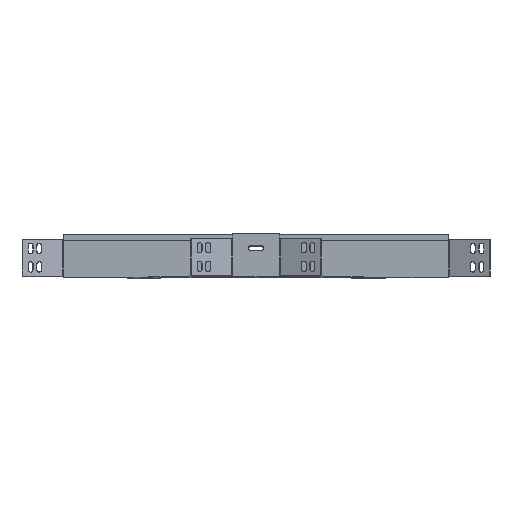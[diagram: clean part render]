
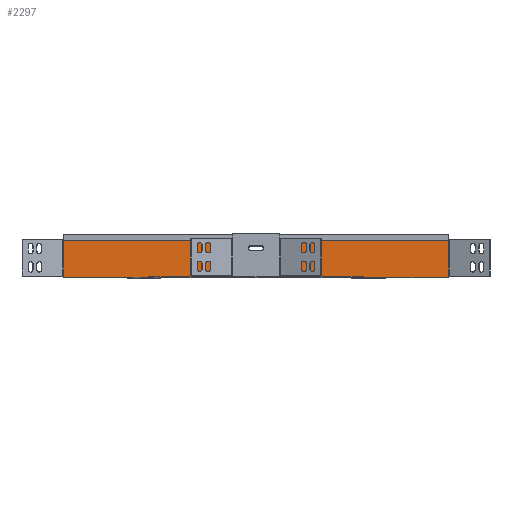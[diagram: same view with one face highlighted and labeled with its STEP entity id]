
A CAD part, top view. The second image highlights one B-rep face of the part: STEP entity #2297.
In plain terms, the highlighted planar face has unit normal (0, 0, 1).
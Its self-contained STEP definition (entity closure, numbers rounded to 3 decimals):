
#31 = CARTESIAN_POINT ( 'NONE',  ( 0., 58.7, 0.7 ) ) ;
#65 = ORIENTED_EDGE ( 'NONE', *, *, #5430, .F. ) ;
#91 = VERTEX_POINT ( 'NONE', #1891 ) ;
#93 = B_SPLINE_CURVE_WITH_KNOTS ( 'NONE', 3,
 ( #1882, #890, #1940, #3296, #1981, #2856 ),
 .UNSPECIFIED., .F., .F.,
 ( 4, 2, 4 ),
 ( 0.007, 0.007, 0.008 ),
 .UNSPECIFIED. ) ;
#284 = VECTOR ( 'NONE', #1448, 1000. ) ;
#308 = CARTESIAN_POINT ( 'NONE',  ( -261.272, 1.538, 0.7 ) ) ;
#315 = VERTEX_POINT ( 'NONE', #4555 ) ;
#316 = ORIENTED_EDGE ( 'NONE', *, *, #4853, .T. ) ;
#462 = CARTESIAN_POINT ( 'NONE',  ( -261.345, 58.7, 0.7 ) ) ;
#502 = VECTOR ( 'NONE', #4206, 1000. ) ;
#510 = CARTESIAN_POINT ( 'NONE',  ( 6.5, 35.9, 0.7 ) ) ;
#526 = ORIENTED_EDGE ( 'NONE', *, *, #603, .F. ) ;
#540 = EDGE_CURVE ( 'NONE', #4402, #315, #5437, .T. ) ;
#603 = EDGE_CURVE ( 'NONE', #4063, #5930, #1990, .T. ) ;
#647 = CIRCLE ( 'NONE', #2639, 3.5 ) ;
#658 = FACE_OUTER_BOUND ( 'NONE', #4170, .T. ) ;
#774 = DIRECTION ( 'NONE',  ( 0., -1., 0. ) ) ;
#806 = EDGE_CURVE ( 'NONE', #2675, #3384, #93, .T. ) ;
#821 = CARTESIAN_POINT ( 'NONE',  ( 6.5, 39.4, 0.7 ) ) ;
#826 = ORIENTED_EDGE ( 'NONE', *, *, #5244, .T. ) ;
#849 = VECTOR ( 'NONE', #4296, 1000. ) ;
#889 = VERTEX_POINT ( 'NONE', #2748 ) ;
#890 = CARTESIAN_POINT ( 'NONE',  ( 261.272, 1.538, 0.7 ) ) ;
#926 = FACE_BOUND ( 'NONE', #2750, .T. ) ;
#1231 = PLANE ( 'NONE',  #5987 ) ;
#1277 = CARTESIAN_POINT ( 'NONE',  ( -260.993, 0.7, 0.7 ) ) ;
#1294 = DIRECTION ( 'NONE',  ( 0., -1., 0. ) ) ;
#1301 = VECTOR ( 'NONE', #774, 1000. ) ;
#1346 = VERTEX_POINT ( 'NONE', #4590 ) ;
#1347 = CARTESIAN_POINT ( 'NONE',  ( 261.345, 0.7, 0.7 ) ) ;
#1437 = DIRECTION ( 'NONE',  ( 0., 0., -1. ) ) ;
#1448 = DIRECTION ( 'NONE',  ( -1., 0., 0. ) ) ;
#1486 = LINE ( 'NONE', #2569, #1999 ) ;
#1636 = CARTESIAN_POINT ( 'NONE',  ( -261.08, 1.044, 0.7 ) ) ;
#1735 = DIRECTION ( 'NONE',  ( 0., 0., 1. ) ) ;
#1738 = ORIENTED_EDGE ( 'NONE', *, *, #5752, .T. ) ;
#1740 = EDGE_CURVE ( 'NONE', #1346, #3671, #5995, .T. ) ;
#1849 = CARTESIAN_POINT ( 'NONE',  ( 6.5, 35.9, 0.7 ) ) ;
#1852 = ORIENTED_EDGE ( 'NONE', *, *, #4989, .T. ) ;
#1882 = CARTESIAN_POINT ( 'NONE',  ( 261.345, 1.7, 0.7 ) ) ;
#1891 = CARTESIAN_POINT ( 'NONE',  ( 261.345, 58.7, 0.7 ) ) ;
#1940 = CARTESIAN_POINT ( 'NONE',  ( 261.201, 1.377, 0.7 ) ) ;
#1954 = VECTOR ( 'NONE', #3163, 1000. ) ;
#1981 = CARTESIAN_POINT ( 'NONE',  ( 261.031, 0.873, 0.7 ) ) ;
#1990 = LINE ( 'NONE', #5061, #4990 ) ;
#1999 = VECTOR ( 'NONE', #5040, 1000. ) ;
#2020 = CARTESIAN_POINT ( 'NONE',  ( 261.345, 1.7, 0.7 ) ) ;
#2068 = CARTESIAN_POINT ( 'NONE',  ( 6.5, 42.9, 0.7 ) ) ;
#2085 = LINE ( 'NONE', #1347, #502 ) ;
#2090 = ORIENTED_EDGE ( 'NONE', *, *, #4952, .T. ) ;
#2102 = CARTESIAN_POINT ( 'NONE',  ( -261.345, 57.7, 0.7 ) ) ;
#2112 = ORIENTED_EDGE ( 'NONE', *, *, #4393, .T. ) ;
#2142 = LINE ( 'NONE', #2687, #1954 ) ;
#2155 = LINE ( 'NONE', #2068, #5538 ) ;
#2175 = VERTEX_POINT ( 'NONE', #5829 ) ;
#2297 = ADVANCED_FACE ( 'NONE', ( #926, #658 ), #1231, .T. ) ;
#2394 = CARTESIAN_POINT ( 'NONE',  ( -261.345, 2.3, 0.7 ) ) ;
#2412 = EDGE_CURVE ( 'NONE', #5930, #3114, #2978, .T. ) ;
#2497 = CARTESIAN_POINT ( 'NONE',  ( -6.5, 42.9, 0.7 ) ) ;
#2532 = DIRECTION ( 'NONE',  ( 1., 0., 0. ) ) ;
#2551 = LINE ( 'NONE', #3798, #4145 ) ;
#2569 = CARTESIAN_POINT ( 'NONE',  ( 261.345, 57.7, 0.7 ) ) ;
#2639 = AXIS2_PLACEMENT_3D ( 'NONE', #821, #4159, #1294 ) ;
#2675 = VERTEX_POINT ( 'NONE', #2020 ) ;
#2687 = CARTESIAN_POINT ( 'NONE',  ( 261.345, 0.7, 0.7 ) ) ;
#2748 = CARTESIAN_POINT ( 'NONE',  ( 6.5, 42.9, 0.7 ) ) ;
#2750 = EDGE_LOOP ( 'NONE', ( #316, #2090, #2112, #826 ) ) ;
#2856 = CARTESIAN_POINT ( 'NONE',  ( 260.993, 0.7, 0.7 ) ) ;
#2861 = EDGE_CURVE ( 'NONE', #2175, #91, #1486, .T. ) ;
#2978 = LINE ( 'NONE', #5635, #5549 ) ;
#3114 = VERTEX_POINT ( 'NONE', #3307 ) ;
#3121 = EDGE_CURVE ( 'NONE', #3384, #3671, #5086, .T. ) ;
#3141 = CARTESIAN_POINT ( 'NONE',  ( 0., 0., 0.7 ) ) ;
#3154 = CARTESIAN_POINT ( 'NONE',  ( 261.345, 0., 0.7 ) ) ;
#3163 = DIRECTION ( 'NONE',  ( 0., -1., 0. ) ) ;
#3226 = DIRECTION ( 'NONE',  ( 0., 1., 0. ) ) ;
#3282 = DIRECTION ( 'NONE',  ( -1., 0., 0. ) ) ;
#3288 = VERTEX_POINT ( 'NONE', #2394 ) ;
#3296 = CARTESIAN_POINT ( 'NONE',  ( 261.08, 1.044, 0.7 ) ) ;
#3307 = CARTESIAN_POINT ( 'NONE',  ( -261.345, 58.7, 0.7 ) ) ;
#3320 = VERTEX_POINT ( 'NONE', #510 ) ;
#3369 = ORIENTED_EDGE ( 'NONE', *, *, #540, .F. ) ;
#3384 = VERTEX_POINT ( 'NONE', #4394 ) ;
#3435 = VERTEX_POINT ( 'NONE', #2497 ) ;
#3471 = VECTOR ( 'NONE', #3282, 1000. ) ;
#3600 = ORIENTED_EDGE ( 'NONE', *, *, #3771, .F. ) ;
#3671 = VERTEX_POINT ( 'NONE', #1277 ) ;
#3738 = ORIENTED_EDGE ( 'NONE', *, *, #3121, .F. ) ;
#3771 = EDGE_CURVE ( 'NONE', #2175, #4402, #2085, .T. ) ;
#3797 = CARTESIAN_POINT ( 'NONE',  ( 0., 0.7, 0.7 ) ) ;
#3798 = CARTESIAN_POINT ( 'NONE',  ( -261.345, 0., 0.7 ) ) ;
#3952 = LINE ( 'NONE', #31, #284 ) ;
#4020 = CARTESIAN_POINT ( 'NONE',  ( -261.201, 1.377, 0.7 ) ) ;
#4063 = VERTEX_POINT ( 'NONE', #4903 ) ;
#4145 = VECTOR ( 'NONE', #4277, 1000. ) ;
#4159 = DIRECTION ( 'NONE',  ( 0., 0., -1. ) ) ;
#4170 = EDGE_LOOP ( 'NONE', ( #526, #1852, #5467, #5625, #3738, #5174, #65, #3369, #3600, #5195, #1738, #4976 ) ) ;
#4179 = VERTEX_POINT ( 'NONE', #5487 ) ;
#4206 = DIRECTION ( 'NONE',  ( 0., -1., 0. ) ) ;
#4277 = DIRECTION ( 'NONE',  ( 0., -1., 0. ) ) ;
#4296 = DIRECTION ( 'NONE',  ( 0., 1., 0. ) ) ;
#4302 = CARTESIAN_POINT ( 'NONE',  ( -6.5, 39.4, 0.7 ) ) ;
#4303 = LINE ( 'NONE', #462, #849 ) ;
#4322 = VECTOR ( 'NONE', #5257, 1000. ) ;
#4393 = EDGE_CURVE ( 'NONE', #4179, #3435, #4779, .T. ) ;
#4394 = CARTESIAN_POINT ( 'NONE',  ( 260.993, 0.7, 0.7 ) ) ;
#4402 = VERTEX_POINT ( 'NONE', #5720 ) ;
#4555 = CARTESIAN_POINT ( 'NONE',  ( 261.345, 2.3, 0.7 ) ) ;
#4590 = CARTESIAN_POINT ( 'NONE',  ( -261.345, 1.7, 0.7 ) ) ;
#4779 = CIRCLE ( 'NONE', #6117, 3.5 ) ;
#4790 = DIRECTION ( 'NONE',  ( 0., -1., 0. ) ) ;
#4853 = EDGE_CURVE ( 'NONE', #889, #3320, #647, .T. ) ;
#4903 = CARTESIAN_POINT ( 'NONE',  ( -261.345, 52.3, 0.7 ) ) ;
#4929 = CARTESIAN_POINT ( 'NONE',  ( -261.345, 1.7, 0.7 ) ) ;
#4952 = EDGE_CURVE ( 'NONE', #3320, #4179, #5989, .T. ) ;
#4976 = ORIENTED_EDGE ( 'NONE', *, *, #2412, .F. ) ;
#4989 = EDGE_CURVE ( 'NONE', #4063, #3288, #2551, .T. ) ;
#4990 = VECTOR ( 'NONE', #6031, 1000. ) ;
#5028 = EDGE_CURVE ( 'NONE', #1346, #3288, #4303, .T. ) ;
#5040 = DIRECTION ( 'NONE',  ( 0., 1., 0. ) ) ;
#5061 = CARTESIAN_POINT ( 'NONE',  ( -261.345, 58.7, 0.7 ) ) ;
#5086 = LINE ( 'NONE', #3797, #4322 ) ;
#5092 = DIRECTION ( 'NONE',  ( 0., -1., 0. ) ) ;
#5109 = CARTESIAN_POINT ( 'NONE',  ( -261.031, 0.873, 0.7 ) ) ;
#5174 = ORIENTED_EDGE ( 'NONE', *, *, #806, .F. ) ;
#5195 = ORIENTED_EDGE ( 'NONE', *, *, #2861, .T. ) ;
#5244 = EDGE_CURVE ( 'NONE', #3435, #889, #2155, .T. ) ;
#5257 = DIRECTION ( 'NONE',  ( -1., 0., 0. ) ) ;
#5430 = EDGE_CURVE ( 'NONE', #315, #2675, #2142, .T. ) ;
#5437 = LINE ( 'NONE', #3154, #1301 ) ;
#5467 = ORIENTED_EDGE ( 'NONE', *, *, #5028, .F. ) ;
#5487 = CARTESIAN_POINT ( 'NONE',  ( -6.5, 35.9, 0.7 ) ) ;
#5538 = VECTOR ( 'NONE', #2532, 1000. ) ;
#5549 = VECTOR ( 'NONE', #3226, 1000. ) ;
#5625 = ORIENTED_EDGE ( 'NONE', *, *, #1740, .T. ) ;
#5635 = CARTESIAN_POINT ( 'NONE',  ( -261.345, 0., 0.7 ) ) ;
#5720 = CARTESIAN_POINT ( 'NONE',  ( 261.345, 52.3, 0.7 ) ) ;
#5752 = EDGE_CURVE ( 'NONE', #91, #3114, #3952, .T. ) ;
#5829 = CARTESIAN_POINT ( 'NONE',  ( 261.345, 57.7, 0.7 ) ) ;
#5930 = VERTEX_POINT ( 'NONE', #2102 ) ;
#5987 = AXIS2_PLACEMENT_3D ( 'NONE', #3141, #1735, #5092 ) ;
#5989 = LINE ( 'NONE', #1849, #3471 ) ;
#5995 = B_SPLINE_CURVE_WITH_KNOTS ( 'NONE', 3,
 ( #4929, #308, #4020, #1636, #5109, #6129 ),
 .UNSPECIFIED., .F., .F.,
 ( 4, 2, 4 ),
 ( 0.007, 0.007, 0.008 ),
 .UNSPECIFIED. ) ;
#6031 = DIRECTION ( 'NONE',  ( 0., 1., 0. ) ) ;
#6117 = AXIS2_PLACEMENT_3D ( 'NONE', #4302, #1437, #4790 ) ;
#6129 = CARTESIAN_POINT ( 'NONE',  ( -260.993, 0.7, 0.7 ) ) ;
